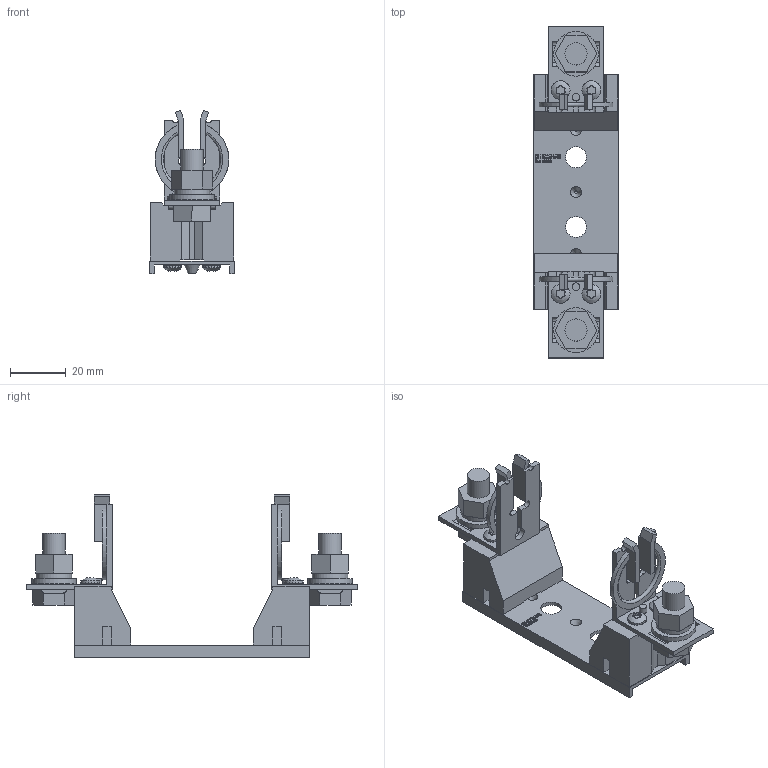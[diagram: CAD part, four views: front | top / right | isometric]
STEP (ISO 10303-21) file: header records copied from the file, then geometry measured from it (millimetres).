
FILE_DESCRIPTION(/* description */ (''),/* implementation_level */ '2;1');
FILE_NAME(/* name */ '3NH6030_000154040_V.stp',/* time_stamp */ '2024-10-11T12:18:12+02:00',/* author */ (''),/* organization */ (''),/* preprocessor_version */ 'ST-DEVELOPER v18.101',/* originating_system */ 'SIEMENS PLM Software NX 2007',/* authorisation */ '');
FILE_SCHEMA (('AUTOMOTIVE_DESIGN { 1 0 10303 214 3 1 1 1 }'));
Length unit declared in the file: millimetre
Products named in the file (1): 3NH6030_000154040_V
Bounding box: 30.4 x 119 x 58.5 mm (x, y, z)
Volume: 36323.3 mm3; surface area: 20144.6 mm2
Topology: 1 solids, 1 shells, 814 faces, 2271 edges, 1496 vertices
Faces by surface type: plane 611, cylinder 164, extrusion 23, sphere 8, cone 6, torus 2
Full cylindrical faces by diameter (mm): 2.8 x2, 3.5 x8, 6.7 x8, 7.5 x2, 8 x4, 12.7 x2, 16 x2
Entity records: 34118 total; most frequent: CARTESIAN_POINT 7485, ORIENTED_EDGE 4430, DIRECTION 4218, EDGE_CURVE 2215, VECTOR 1514, LINE 1491, VERTEX_POINT 1482, AXIS2_PLACEMENT_3D 1352
